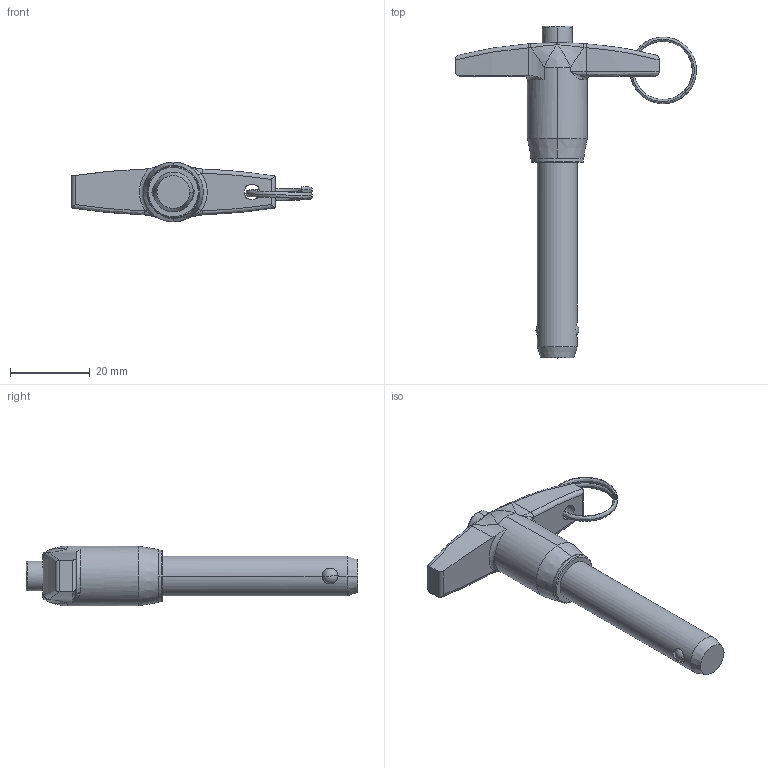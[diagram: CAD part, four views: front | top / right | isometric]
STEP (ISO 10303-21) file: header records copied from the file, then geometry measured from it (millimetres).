
FILE_DESCRIPTION (( 'STEP AP214' ), '1' );
FILE_NAME ('06513-T Handle 10mm Push Button Detent Pin 40mm.STEP', '2024-07-18T23:44:15', ( '' ), ( '' ), 'SwSTEP 2.0', 'SolidWorks 2024', '' );
FILE_SCHEMA (( 'AUTOMOTIVE_DESIGN' ));
Length unit declared in the file: millimetre
Products named in the file (5): Split Ring; Pin; Detent; T Handle; 06513-T Handle 10mm Push Button Detent Pin 40mm
Assembly tree (4 placements, depth 2):
  06513-T Handle 10mm Push Button Detent Pin 40mm
    Detent
    Pin
    Split Ring
    T Handle
Bounding box: 60.36 x 83.2 x 15 mm (x, y, z)
Volume: 10226.9 mm3; surface area: 6372 mm2
Topology: 4 solids, 4 shells, 93 faces, 216 edges, 126 vertices
Faces by surface type: bspline 37, cylinder 26, plane 13, torus 9, sphere 4, cone 4
Entity records: 4328 total; most frequent: CARTESIAN_POINT 2322, ORIENTED_EDGE 418, DIRECTION 350, EDGE_CURVE 209, AXIS2_PLACEMENT_3D 152, VERTEX_POINT 126, EDGE_LOOP 99, FACE_OUTER_BOUND 93
